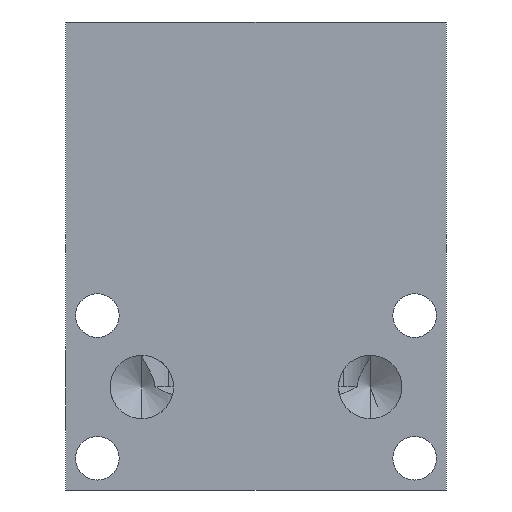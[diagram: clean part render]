
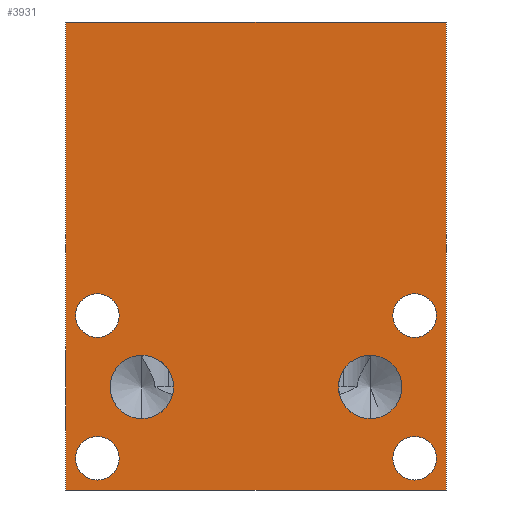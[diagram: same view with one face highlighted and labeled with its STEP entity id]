
A CAD part, left-side view. The second image highlights one B-rep face of the part: STEP entity #3931.
In plain terms, the highlighted planar face has unit normal (-1, 0, 0).
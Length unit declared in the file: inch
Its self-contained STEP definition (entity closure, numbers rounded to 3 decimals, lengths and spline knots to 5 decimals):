
#1=DIRECTION('',(0.,-1.,0.));
#2=VECTOR('',#1,3.);
#3=CARTESIAN_POINT('',(0.,0.,0.));
#4=LINE('',#3,#2);
#37=DIRECTION('',(0.,0.,1.));
#38=VECTOR('',#37,3.688);
#39=CARTESIAN_POINT('',(0.,0.,0.));
#40=LINE('',#39,#38);
#41=CARTESIAN_POINT('',(0.,-0.25,0.25));
#42=DIRECTION('',(1.,0.,0.));
#43=DIRECTION('',(0.,0.,-1.));
#44=AXIS2_PLACEMENT_3D('',#41,#42,#43);
#46=CARTESIAN_POINT('',(0.,-0.25,0.25));
#47=DIRECTION('',(1.,0.,0.));
#48=DIRECTION('',(0.,0.,1.));
#49=AXIS2_PLACEMENT_3D('',#46,#47,#48);
#51=CARTESIAN_POINT('',(0.,-0.25,1.375));
#52=DIRECTION('',(1.,0.,0.));
#53=DIRECTION('',(0.,0.,-1.));
#54=AXIS2_PLACEMENT_3D('',#51,#52,#53);
#56=CARTESIAN_POINT('',(0.,-0.25,1.375));
#57=DIRECTION('',(1.,0.,0.));
#58=DIRECTION('',(0.,0.,1.));
#59=AXIS2_PLACEMENT_3D('',#56,#57,#58);
#61=CARTESIAN_POINT('',(0.,-2.75,1.375));
#62=DIRECTION('',(1.,0.,0.));
#63=DIRECTION('',(0.,0.,-1.));
#64=AXIS2_PLACEMENT_3D('',#61,#62,#63);
#66=CARTESIAN_POINT('',(0.,-2.75,1.375));
#67=DIRECTION('',(1.,0.,0.));
#68=DIRECTION('',(0.,0.,1.));
#69=AXIS2_PLACEMENT_3D('',#66,#67,#68);
#71=CARTESIAN_POINT('',(0.,-2.75,0.25));
#72=DIRECTION('',(1.,0.,0.));
#73=DIRECTION('',(0.,0.,-1.));
#74=AXIS2_PLACEMENT_3D('',#71,#72,#73);
#76=CARTESIAN_POINT('',(0.,-2.75,0.25));
#77=DIRECTION('',(1.,0.,0.));
#78=DIRECTION('',(0.,0.,1.));
#79=AXIS2_PLACEMENT_3D('',#76,#77,#78);
#81=CARTESIAN_POINT('',(0.,-0.6,0.812));
#82=DIRECTION('',(1.,0.,0.));
#83=DIRECTION('',(0.,0.,-1.));
#84=AXIS2_PLACEMENT_3D('',#81,#82,#83);
#86=CARTESIAN_POINT('',(0.,-0.6,0.812));
#87=DIRECTION('',(1.,0.,0.));
#88=DIRECTION('',(0.,0.,1.));
#89=AXIS2_PLACEMENT_3D('',#86,#87,#88);
#91=CARTESIAN_POINT('',(0.,-2.4,0.812));
#92=DIRECTION('',(1.,0.,0.));
#93=DIRECTION('',(0.,0.,-1.));
#94=AXIS2_PLACEMENT_3D('',#91,#92,#93);
#96=CARTESIAN_POINT('',(0.,-2.4,0.812));
#97=DIRECTION('',(1.,0.,0.));
#98=DIRECTION('',(0.,0.,1.));
#99=AXIS2_PLACEMENT_3D('',#96,#97,#98);
#1638=DIRECTION('',(0.,-1.,0.));
#1639=VECTOR('',#1638,3.);
#1640=CARTESIAN_POINT('',(0.,0.,3.688));
#1641=LINE('',#1640,#1639);
#1658=DIRECTION('',(0.,0.,1.));
#1659=VECTOR('',#1658,3.688);
#1660=CARTESIAN_POINT('',(0.,-3.,0.));
#1661=LINE('',#1660,#1659);
#3399=CARTESIAN_POINT('',(0.,0.,0.));
#3400=CARTESIAN_POINT('',(0.,-3.,0.));
#3401=VERTEX_POINT('',#3399);
#3402=VERTEX_POINT('',#3400);
#3407=CARTESIAN_POINT('',(0.,0.,3.688));
#3408=CARTESIAN_POINT('',(0.,-3.,3.688));
#3409=VERTEX_POINT('',#3407);
#3410=VERTEX_POINT('',#3408);
#3707=CARTESIAN_POINT('',(0.,-0.25,0.078));
#3708=CARTESIAN_POINT('',(0.,-0.25,0.422));
#3709=VERTEX_POINT('',#3707);
#3710=VERTEX_POINT('',#3708);
#3715=CARTESIAN_POINT('',(0.,-0.25,1.203));
#3716=CARTESIAN_POINT('',(0.,-0.25,1.547));
#3717=VERTEX_POINT('',#3715);
#3718=VERTEX_POINT('',#3716);
#3723=CARTESIAN_POINT('',(0.,-2.75,1.203));
#3724=CARTESIAN_POINT('',(0.,-2.75,1.547));
#3725=VERTEX_POINT('',#3723);
#3726=VERTEX_POINT('',#3724);
#3731=CARTESIAN_POINT('',(0.,-2.75,0.078));
#3732=CARTESIAN_POINT('',(0.,-2.75,0.422));
#3733=VERTEX_POINT('',#3731);
#3734=VERTEX_POINT('',#3732);
#3743=CARTESIAN_POINT('',(0.,-0.6,0.562));
#3744=CARTESIAN_POINT('',(0.,-0.6,1.062));
#3745=VERTEX_POINT('',#3743);
#3746=VERTEX_POINT('',#3744);
#3762=CARTESIAN_POINT('',(0.,-2.4,0.562));
#3763=CARTESIAN_POINT('',(0.,-2.4,1.062));
#3764=VERTEX_POINT('',#3762);
#3765=VERTEX_POINT('',#3763);
#3881=CARTESIAN_POINT('',(0.,0.,0.));
#3882=DIRECTION('',(-1.,0.,0.));
#3883=DIRECTION('',(0.,-1.,0.));
#3884=AXIS2_PLACEMENT_3D('',#3881,#3882,#3883);
#3885=PLANE('',#3884);
#3886=ORIENTED_EDGE('',*,*,#3858,.F.);
#3888=ORIENTED_EDGE('',*,*,#3887,.T.);
#3890=ORIENTED_EDGE('',*,*,#3889,.T.);
#3892=ORIENTED_EDGE('',*,*,#3891,.F.);
#3893=EDGE_LOOP('',(#3886,#3888,#3890,#3892));
#3894=FACE_OUTER_BOUND('',#3893,.F.);
#3896=ORIENTED_EDGE('',*,*,#3895,.F.);
#3898=ORIENTED_EDGE('',*,*,#3897,.F.);
#3899=EDGE_LOOP('',(#3896,#3898));
#3900=FACE_BOUND('',#3899,.F.);
#3902=ORIENTED_EDGE('',*,*,#3901,.F.);
#3904=ORIENTED_EDGE('',*,*,#3903,.F.);
#3905=EDGE_LOOP('',(#3902,#3904));
#3906=FACE_BOUND('',#3905,.F.);
#3908=ORIENTED_EDGE('',*,*,#3907,.F.);
#3910=ORIENTED_EDGE('',*,*,#3909,.F.);
#3911=EDGE_LOOP('',(#3908,#3910));
#3912=FACE_BOUND('',#3911,.F.);
#3914=ORIENTED_EDGE('',*,*,#3913,.F.);
#3916=ORIENTED_EDGE('',*,*,#3915,.F.);
#3917=EDGE_LOOP('',(#3914,#3916));
#3918=FACE_BOUND('',#3917,.F.);
#3920=ORIENTED_EDGE('',*,*,#3919,.F.);
#3922=ORIENTED_EDGE('',*,*,#3921,.F.);
#3923=EDGE_LOOP('',(#3920,#3922));
#3924=FACE_BOUND('',#3923,.F.);
#3926=ORIENTED_EDGE('',*,*,#3925,.F.);
#3928=ORIENTED_EDGE('',*,*,#3927,.F.);
#3929=EDGE_LOOP('',(#3926,#3928));
#3930=FACE_BOUND('',#3929,.F.);
#3931=ADVANCED_FACE('',(#3894,#3900,#3906,#3912,#3918,#3924,#3930),#3885,.T.);
#45=CIRCLE('',#44,0.172);
#50=CIRCLE('',#49,0.172);
#55=CIRCLE('',#54,0.172);
#60=CIRCLE('',#59,0.172);
#65=CIRCLE('',#64,0.172);
#70=CIRCLE('',#69,0.172);
#75=CIRCLE('',#74,0.172);
#80=CIRCLE('',#79,0.172);
#85=CIRCLE('',#84,0.25);
#90=CIRCLE('',#89,0.25);
#95=CIRCLE('',#94,0.25);
#100=CIRCLE('',#99,0.25);
#3858=EDGE_CURVE('',#3401,#3402,#4,.T.);
#3887=EDGE_CURVE('',#3401,#3409,#40,.T.);
#3889=EDGE_CURVE('',#3409,#3410,#1641,.T.);
#3891=EDGE_CURVE('',#3402,#3410,#1661,.T.);
#3895=EDGE_CURVE('',#3709,#3710,#45,.T.);
#3897=EDGE_CURVE('',#3710,#3709,#50,.T.);
#3901=EDGE_CURVE('',#3717,#3718,#55,.T.);
#3903=EDGE_CURVE('',#3718,#3717,#60,.T.);
#3907=EDGE_CURVE('',#3725,#3726,#65,.T.);
#3909=EDGE_CURVE('',#3726,#3725,#70,.T.);
#3913=EDGE_CURVE('',#3733,#3734,#75,.T.);
#3915=EDGE_CURVE('',#3734,#3733,#80,.T.);
#3919=EDGE_CURVE('',#3745,#3746,#85,.T.);
#3921=EDGE_CURVE('',#3746,#3745,#90,.T.);
#3925=EDGE_CURVE('',#3764,#3765,#95,.T.);
#3927=EDGE_CURVE('',#3765,#3764,#100,.T.);
